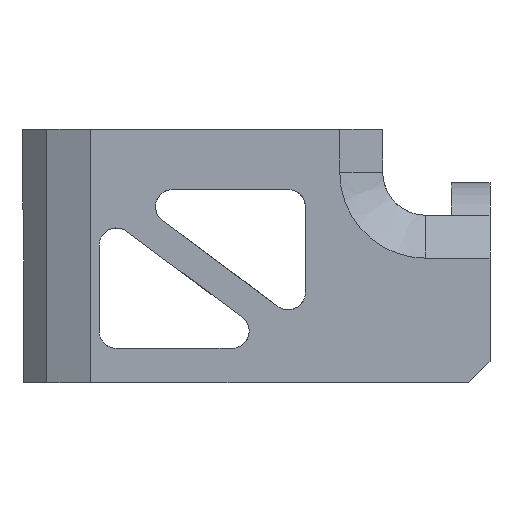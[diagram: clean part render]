
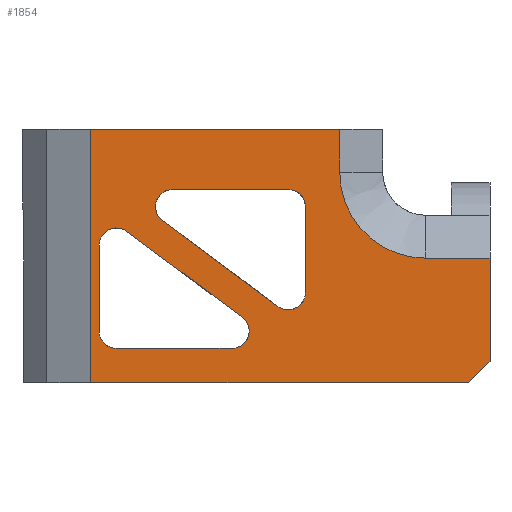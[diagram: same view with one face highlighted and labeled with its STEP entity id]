
A CAD part, front view. The second image highlights one B-rep face of the part: STEP entity #1854.
In plain terms, the highlighted planar face has unit normal (0, -1, 0).
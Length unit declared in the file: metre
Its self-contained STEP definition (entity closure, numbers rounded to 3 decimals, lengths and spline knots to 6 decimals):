
#92=LINE('',#2733,#247);
#140=LINE('',#3022,#295);
#156=LINE('',#3062,#311);
#157=LINE('',#3063,#312);
#158=LINE('',#3065,#313);
#159=LINE('',#3067,#314);
#160=LINE('',#3071,#315);
#161=LINE('',#3072,#316);
#162=LINE('',#3077,#317);
#163=LINE('',#3081,#318);
#164=LINE('',#3084,#319);
#165=LINE('',#3089,#320);
#166=LINE('',#3093,#321);
#247=VECTOR('',#2174,1.);
#295=VECTOR('',#2306,1.);
#311=VECTOR('',#2340,1.);
#312=VECTOR('',#2341,1.);
#313=VECTOR('',#2342,1.);
#314=VECTOR('',#2343,1.);
#315=VECTOR('',#2346,1.);
#316=VECTOR('',#2347,1.);
#317=VECTOR('',#2350,1.);
#318=VECTOR('',#2353,1.);
#319=VECTOR('',#2356,1.);
#320=VECTOR('',#2359,1.);
#321=VECTOR('',#2362,1.);
#540=ORIENTED_EDGE('',*,*,#949,.F.);
#541=ORIENTED_EDGE('',*,*,#1067,.T.);
#542=ORIENTED_EDGE('',*,*,#1046,.T.);
#543=ORIENTED_EDGE('',*,*,#1068,.T.);
#544=ORIENTED_EDGE('',*,*,#1069,.T.);
#545=ORIENTED_EDGE('',*,*,#1070,.T.);
#546=ORIENTED_EDGE('',*,*,#1071,.T.);
#547=ORIENTED_EDGE('',*,*,#1072,.T.);
#548=ORIENTED_EDGE('',*,*,#1073,.F.);
#549=ORIENTED_EDGE('',*,*,#1074,.T.);
#550=ORIENTED_EDGE('',*,*,#1075,.T.);
#551=ORIENTED_EDGE('',*,*,#1076,.T.);
#552=ORIENTED_EDGE('',*,*,#1077,.T.);
#553=ORIENTED_EDGE('',*,*,#1078,.T.);
#554=ORIENTED_EDGE('',*,*,#1079,.F.);
#555=ORIENTED_EDGE('',*,*,#1080,.T.);
#556=ORIENTED_EDGE('',*,*,#1081,.T.);
#557=ORIENTED_EDGE('',*,*,#1082,.T.);
#558=ORIENTED_EDGE('',*,*,#1083,.F.);
#559=ORIENTED_EDGE('',*,*,#1084,.T.);
#949=EDGE_CURVE('',#1220,#1221,#92,.T.);
#1046=EDGE_CURVE('',#1310,#1309,#140,.T.);
#1067=EDGE_CURVE('',#1220,#1310,#156,.T.);
#1068=EDGE_CURVE('',#1309,#1325,#157,.F.);
#1069=EDGE_CURVE('',#1325,#1326,#158,.T.);
#1070=EDGE_CURVE('',#1326,#1327,#159,.T.);
#1071=EDGE_CURVE('',#1327,#1328,#1429,.F.);
#1072=EDGE_CURVE('',#1328,#1221,#160,.T.);
#1073=EDGE_CURVE('',#1329,#1330,#161,.T.);
#1074=EDGE_CURVE('',#1329,#1331,#1430,.F.);
#1075=EDGE_CURVE('',#1331,#1332,#162,.T.);
#1076=EDGE_CURVE('',#1332,#1333,#1431,.F.);
#1077=EDGE_CURVE('',#1333,#1334,#163,.T.);
#1078=EDGE_CURVE('',#1334,#1330,#1432,.F.);
#1079=EDGE_CURVE('',#1335,#1336,#164,.T.);
#1080=EDGE_CURVE('',#1335,#1337,#1433,.F.);
#1081=EDGE_CURVE('',#1337,#1338,#165,.T.);
#1082=EDGE_CURVE('',#1338,#1339,#1434,.F.);
#1083=EDGE_CURVE('',#1340,#1339,#166,.T.);
#1084=EDGE_CURVE('',#1340,#1336,#1435,.F.);
#1220=VERTEX_POINT('',#2732);
#1221=VERTEX_POINT('',#2734);
#1309=VERTEX_POINT('',#3021);
#1310=VERTEX_POINT('',#3023);
#1325=VERTEX_POINT('',#3064);
#1326=VERTEX_POINT('',#3066);
#1327=VERTEX_POINT('',#3068);
#1328=VERTEX_POINT('',#3070);
#1329=VERTEX_POINT('',#3073);
#1330=VERTEX_POINT('',#3074);
#1331=VERTEX_POINT('',#3076);
#1332=VERTEX_POINT('',#3078);
#1333=VERTEX_POINT('',#3080);
#1334=VERTEX_POINT('',#3082);
#1335=VERTEX_POINT('',#3085);
#1336=VERTEX_POINT('',#3086);
#1337=VERTEX_POINT('',#3088);
#1338=VERTEX_POINT('',#3090);
#1339=VERTEX_POINT('',#3092);
#1340=VERTEX_POINT('',#3094);
#1429=CIRCLE('',#2013,0.01);
#1430=CIRCLE('',#2014,0.002);
#1431=CIRCLE('',#2015,0.002);
#1432=CIRCLE('',#2016,0.002);
#1433=CIRCLE('',#2017,0.002);
#1434=CIRCLE('',#2018,0.002);
#1435=CIRCLE('',#2019,0.002);
#1510=EDGE_LOOP('',(#540,#541,#542,#543,#544,#545,#546,#547));
#1511=EDGE_LOOP('',(#548,#549,#550,#551,#552,#553));
#1512=EDGE_LOOP('',(#554,#555,#556,#557,#558,#559));
#1657=FACE_BOUND('',#1510,.T.);
#1658=FACE_BOUND('',#1511,.T.);
#1659=FACE_BOUND('',#1512,.T.);
#1787=PLANE('',#2012);
#1854=ADVANCED_FACE('',(#1657,#1658,#1659),#1787,.T.);
#2012=AXIS2_PLACEMENT_3D('',#3061,#2338,#2339);
#2013=AXIS2_PLACEMENT_3D('',#3069,#2344,#2345);
#2014=AXIS2_PLACEMENT_3D('',#3075,#2348,#2349);
#2015=AXIS2_PLACEMENT_3D('',#3079,#2351,#2352);
#2016=AXIS2_PLACEMENT_3D('',#3083,#2354,#2355);
#2017=AXIS2_PLACEMENT_3D('',#3087,#2357,#2358);
#2018=AXIS2_PLACEMENT_3D('',#3091,#2360,#2361);
#2019=AXIS2_PLACEMENT_3D('',#3095,#2363,#2364);
#2174=DIRECTION('',(1.,0.,0.));
#2306=DIRECTION('',(1.,0.,0.));
#2338=DIRECTION('',(0.,-1.,0.));
#2339=DIRECTION('',(1.,0.,0.));
#2340=DIRECTION('',(0.,0.,-1.));
#2341=DIRECTION('',(-0.707,0.,-0.707));
#2342=DIRECTION('',(0.,0.,1.));
#2343=DIRECTION('',(-1.,0.,0.));
#2344=DIRECTION('',(0.,-1.,0.));
#2345=DIRECTION('',(0.,0.,-1.));
#2346=DIRECTION('',(0.,0.,1.));
#2347=DIRECTION('',(0.802,0.,-0.597));
#2348=DIRECTION('',(0.,-1.,0.));
#2349=DIRECTION('',(0.,0.,-1.));
#2350=DIRECTION('',(1.,0.,0.));
#2351=DIRECTION('',(0.,-1.,0.));
#2352=DIRECTION('',(0.,0.,-1.));
#2353=DIRECTION('',(0.,0.,-1.));
#2354=DIRECTION('',(0.,-1.,0.));
#2355=DIRECTION('',(0.,0.,-1.));
#2356=DIRECTION('',(0.,0.,-1.));
#2357=DIRECTION('',(0.,-1.,0.));
#2358=DIRECTION('',(0.,0.,-1.));
#2359=DIRECTION('',(0.802,0.,-0.597));
#2360=DIRECTION('',(0.,-1.,0.));
#2361=DIRECTION('',(0.,0.,-1.));
#2362=DIRECTION('',(1.,0.,0.));
#2363=DIRECTION('',(0.,-1.,0.));
#2364=DIRECTION('',(0.,0.,-1.));
#2732=CARTESIAN_POINT('',(-0.042,-0.0214,0.029));
#2733=CARTESIAN_POINT('',(-0.009602,-0.0214,0.029));
#2734=CARTESIAN_POINT('',(-0.013,-0.0214,0.029));
#3021=CARTESIAN_POINT('',(0.002,-0.0214,-0.0005));
#3022=CARTESIAN_POINT('',(-0.009602,-0.0214,-0.0005));
#3023=CARTESIAN_POINT('',(-0.042,-0.0214,-0.0005));
#3061=CARTESIAN_POINT('',(0.00225,-0.0214,0.00925));
#3062=CARTESIAN_POINT('',(-0.042,-0.0214,0.00925));
#3063=CARTESIAN_POINT('',(0.007,-0.0214,0.0045));
#3064=CARTESIAN_POINT('',(0.0045,-0.0214,0.002));
#3065=CARTESIAN_POINT('',(0.0045,-0.0214,0.00925));
#3066=CARTESIAN_POINT('',(0.0045,-0.0214,0.014));
#3067=CARTESIAN_POINT('',(-0.003,-0.0214,0.014));
#3068=CARTESIAN_POINT('',(-0.003,-0.0214,0.014));
#3069=CARTESIAN_POINT('',(-0.003,-0.0214,0.024));
#3070=CARTESIAN_POINT('',(-0.013,-0.0214,0.024));
#3071=CARTESIAN_POINT('',(-0.013,-0.0214,0.00925));
#3072=CARTESIAN_POINT('',(-0.006168,-0.0214,-0.002061));
#3073=CARTESIAN_POINT('',(-0.033656,-0.0214,0.018396));
#3074=CARTESIAN_POINT('',(-0.020194,-0.0214,0.008377));
#3075=CARTESIAN_POINT('',(-0.032462,-0.0214,0.02));
#3076=CARTESIAN_POINT('',(-0.032462,-0.0214,0.022));
#3077=CARTESIAN_POINT('',(0.00225,-0.0214,0.022));
#3078=CARTESIAN_POINT('',(-0.019,-0.0214,0.022));
#3079=CARTESIAN_POINT('',(-0.019,-0.0214,0.02));
#3080=CARTESIAN_POINT('',(-0.017,-0.0214,0.02));
#3081=CARTESIAN_POINT('',(-0.017,-0.0214,0.00925));
#3082=CARTESIAN_POINT('',(-0.017,-0.0214,0.009981));
#3083=CARTESIAN_POINT('',(-0.019,-0.0214,0.009981));
#3084=CARTESIAN_POINT('',(-0.041,-0.0214,0.00925));
#3085=CARTESIAN_POINT('',(-0.041,-0.0214,0.015519));
#3086=CARTESIAN_POINT('',(-0.041,-0.0214,0.0055));
#3087=CARTESIAN_POINT('',(-0.039,-0.0214,0.015519));
#3088=CARTESIAN_POINT('',(-0.037806,-0.0214,0.017123));
#3089=CARTESIAN_POINT('',(-0.008256,-0.0214,-0.004868));
#3090=CARTESIAN_POINT('',(-0.024344,-0.0214,0.007104));
#3091=CARTESIAN_POINT('',(-0.025538,-0.0214,0.0055));
#3092=CARTESIAN_POINT('',(-0.025538,-0.0214,0.0035));
#3093=CARTESIAN_POINT('',(0.00225,-0.0214,0.0035));
#3094=CARTESIAN_POINT('',(-0.039,-0.0214,0.0035));
#3095=CARTESIAN_POINT('',(-0.039,-0.0214,0.0055));
